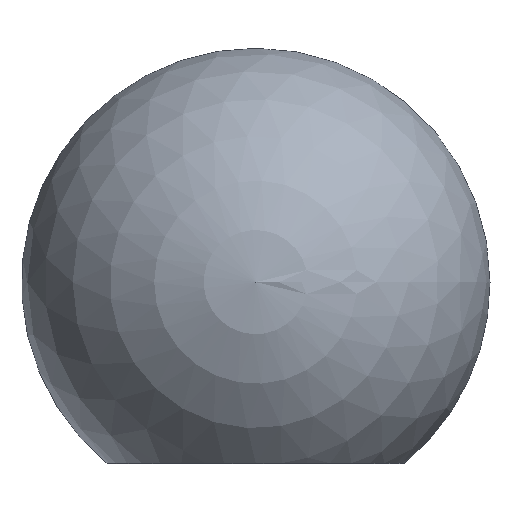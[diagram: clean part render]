
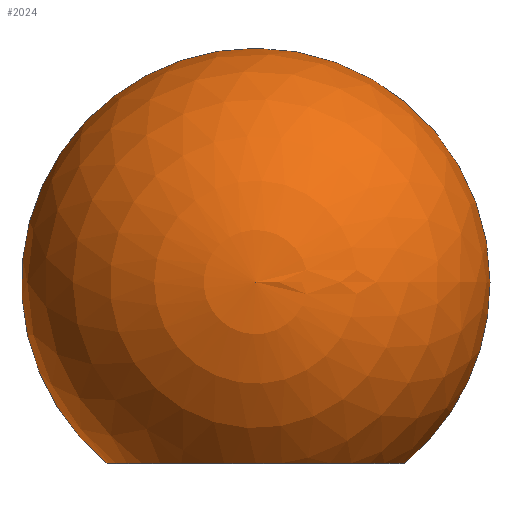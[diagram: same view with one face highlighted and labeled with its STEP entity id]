
A CAD part, top view. The second image highlights one B-rep face of the part: STEP entity #2024.
In plain terms, the highlighted spherical face has radius 10 mm.
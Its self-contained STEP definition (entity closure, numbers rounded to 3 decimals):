
#498 = CARTESIAN_POINT ( 'NONE',  ( 0., 0., 0. ) ) ;
#803 = EDGE_CURVE ( 'NONE', #1523, #4712, #9681, .T. ) ;
#979 = CIRCLE ( 'NONE', #9800, 6.35 ) ;
#1437 = DIRECTION ( 'NONE',  ( 1., 0., 0. ) ) ;
#1523 = VERTEX_POINT ( 'NONE', #7933 ) ;
#1966 = DIRECTION ( 'NONE',  ( 0., -1., 0. ) ) ;
#2024 = ADVANCED_FACE ( 'NONE', ( #9237 ), #5982, .T. ) ;
#2291 = AXIS2_PLACEMENT_3D ( 'NONE', #10134, #8228, #1437 ) ;
#2446 = DIRECTION ( 'NONE',  ( 0., 0., -1. ) ) ;
#3057 = EDGE_CURVE ( 'NONE', #1523, #8167, #3689, .T. ) ;
#3124 = EDGE_CURVE ( 'NONE', #4712, #8167, #979, .T. ) ;
#3689 = CIRCLE ( 'NONE', #2291, 10. ) ;
#3947 = ORIENTED_EDGE ( 'NONE', *, *, #803, .F. ) ;
#4213 = CARTESIAN_POINT ( 'NONE',  ( 0., 0., 0. ) ) ;
#4712 = VERTEX_POINT ( 'NONE', #4845 ) ;
#4845 = CARTESIAN_POINT ( 'NONE',  ( 6.35, -7.725, 0. ) ) ;
#4892 = CARTESIAN_POINT ( 'NONE',  ( 0., -7.725, 0. ) ) ;
#5198 = DIRECTION ( 'NONE',  ( 0., 0., 1. ) ) ;
#5574 = AXIS2_PLACEMENT_3D ( 'NONE', #498, #2446, #9126 ) ;
#5720 = ORIENTED_EDGE ( 'NONE', *, *, #3124, .F. ) ;
#5982 = SPHERICAL_SURFACE ( 'NONE', #8358, 10. ) ;
#7346 = CARTESIAN_POINT ( 'NONE',  ( -6.35, -7.725, 0. ) ) ;
#7933 = CARTESIAN_POINT ( 'NONE',  ( 0., 10., 0. ) ) ;
#8167 = VERTEX_POINT ( 'NONE', #7346 ) ;
#8228 = DIRECTION ( 'NONE',  ( 0., 0., 1. ) ) ;
#8358 = AXIS2_PLACEMENT_3D ( 'NONE', #4213, #5198, #11788 ) ;
#8645 = DIRECTION ( 'NONE',  ( 1., 0., 0. ) ) ;
#9126 = DIRECTION ( 'NONE',  ( -1., 0., 0. ) ) ;
#9237 = FACE_OUTER_BOUND ( 'NONE', #10899, .T. ) ;
#9681 = CIRCLE ( 'NONE', #5574, 10. ) ;
#9800 = AXIS2_PLACEMENT_3D ( 'NONE', #4892, #1966, #8645 ) ;
#10011 = ORIENTED_EDGE ( 'NONE', *, *, #3057, .T. ) ;
#10134 = CARTESIAN_POINT ( 'NONE',  ( 0., 0., 0. ) ) ;
#10899 = EDGE_LOOP ( 'NONE', ( #3947, #10011, #5720 ) ) ;
#11788 = DIRECTION ( 'NONE',  ( 1., 0., 0. ) ) ;
